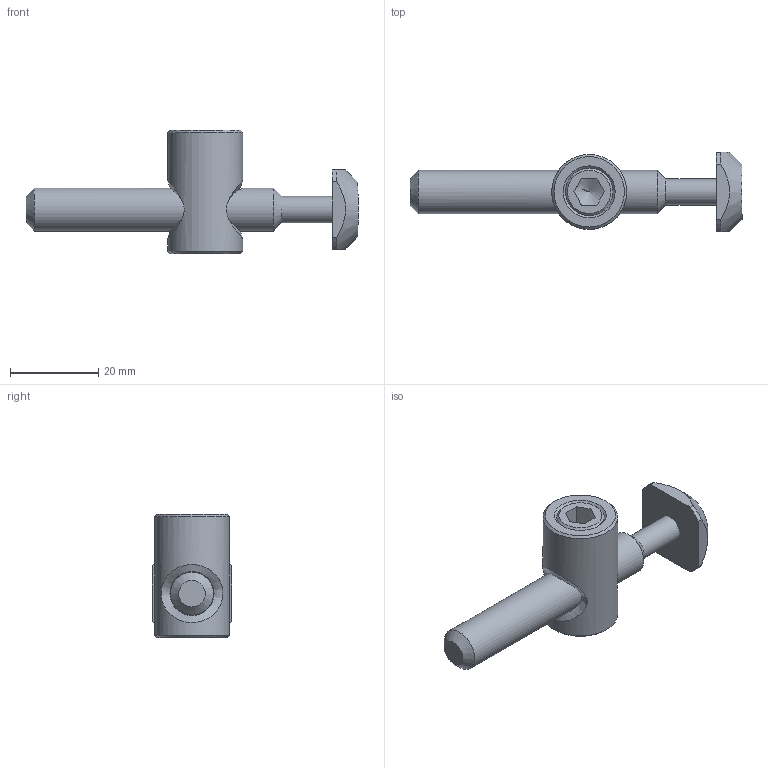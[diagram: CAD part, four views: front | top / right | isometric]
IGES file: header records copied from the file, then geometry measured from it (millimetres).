
Global section: file name: 311601.stp.ipt; native system: Autodesk Inventor 2014; preprocessor: unknown; author: zeman; date: 20151020.095922; units: millimetre
Bounding box: 75.4 x 18 x 28 mm (x, y, z)
Volume: 10219.3 mm3; surface area: 6300.8 mm2
Topology: 5 solids, 5 shells, 46 faces, 104 edges, 68 vertices
Faces by surface type: plane 20, cylinder 8, revolution 7, cone 7, bspline 4
Full cylindrical faces by diameter (mm): 6 x1, 9.8 x1, 12 x1, 17 x1
